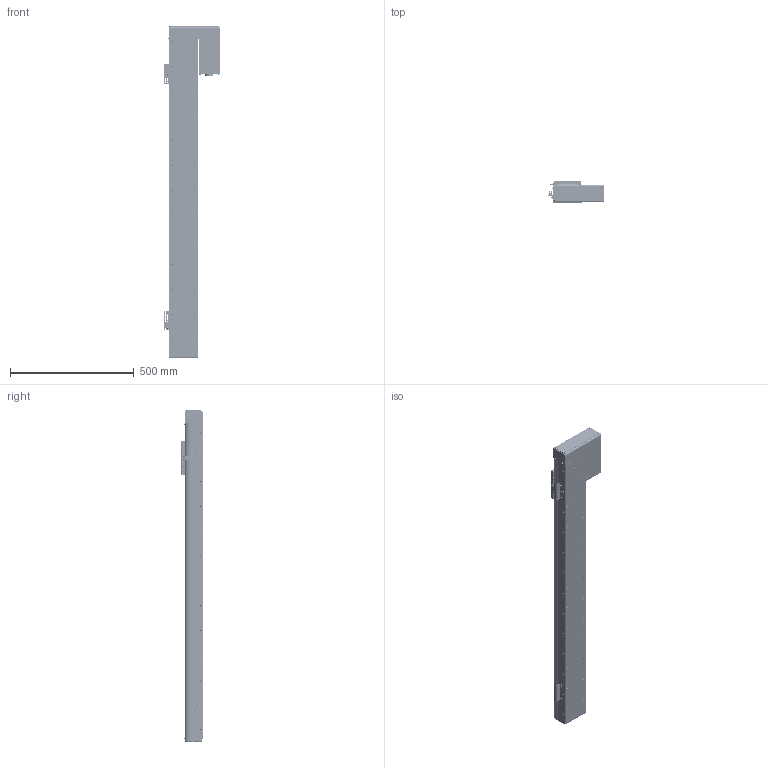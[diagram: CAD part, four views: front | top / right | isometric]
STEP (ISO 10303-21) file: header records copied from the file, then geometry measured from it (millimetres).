
FILE_DESCRIPTION (( 'STEP AP203' ), '1' );
FILE_NAME ('HC120-XXX-PR-1000-XX-SL-OF.STEP', '2020-08-04T04:30:28', ( '彌營遵' ), ( '' ), 'SwSTEP 2.0', 'SolidWorks 2013', '' );
FILE_SCHEMA (( 'CONFIG_CONTROL_DESIGN' ));
Length unit declared in the file: millimetre
Products named in the file (45): HRbearing cap-ST1000; MASensor Brk-ST1000_ル遽; socket button head cap screw_am_B18.3.4M - 3 x 0.5 x 8 SBHCS --N; HC CARRIER COVER-ST1000; HR Series motor case(奢辨)-ST1000; STEEL BELT-ST1000; EE-SX-674(奢辨 撫憮)-ST1000_ル遽; socket countersunk head screw_am_B18.3.5M - 3 x 0.5 x 6 Socket FCHS  -- 6C; HR15 block-ST1000_ル遽; HR Series TENTION PLATE(奢辨)-ST1000; STEEL BELT FIX-ST1000; BASE-ST1000; socket head cap screw_ks_KS 1003 - M3 x 5 x 5-N; socket button head cap screw_am_B18.3.4M - 3 x 0.5 x 5 SBHCS --N; HRballnut-ST1000; 醴喀攪-ST1000; SUPPOERT BLOCK-ST1000; HR15 rail-ST1000_ル遽; HC100 SENSOR_1(PR); spring lock washer_ks_KS 1324 - M3; HC SENSOR DOG-ST1000; 煽溺-ST1000; FRONT PLATE-ST1000; BEARING HOUSING(堅薑)-ST1000; HC100 SENSOR_2(PR); CARRIER-ST1000; HB60 DAMPER-ST1000; SIDE COVER2-ST1000; FRONT PLATE COVER-ST1000; BEARING HOUSING(雖雖)-ST1000; HC120-XXX-PR-1000-XX-SL-OF; pan cross head_ks_KS 1023 PC- M3 x 5-N; STEEL BELT TENSION BRK-ST1000; SIDE COVER-ST1000; FRONT PLATE COVER 唯衛璽-ST1000; END COVER-ST1000; socket head cap screw_ks_KS 1003 - M6 x 10 x 10-N; STEEL BELT TENSION PLATE-ST1000; HC CARRIER-ST1000; hg-kr23_-ST1000 ...
Assembly tree (118 placements, depth 3):
  HC120-XXX-PR-1000-XX-SL-OF
    BASE-ST1000
    HR15 rail-ST1000_ル遽  x2
    BEARING HOUSING(堅薑)-ST1000
    BEARING HOUSING(雖雖)-ST1000
    END COVER-ST1000
    HRballscrew-ST1000
    HRbearing cap-ST1000
    STEEL BELT-ST1000
    STEEL BELT FIX-ST1000  x2
    SUPPOERT BLOCK-ST1000  x2
    煽溺-ST1000
      FRONT PLATE-ST1000
      FRONT PLATE COVER-ST1000
      FRONT PLATE COVER 唯衛璽-ST1000
      hg-kr23_-ST1000
      HR Series motor case cover(奢辨)-ST1000
      HR Series motor case(奢辨)-ST1000
      HR Series TENTION PLATE(奢辨)-ST1000
      醴喀攪-ST1000
    SIDE COVER2-ST1000
    SIDE COVER-ST1000
    CARRIER-ST1000
      HC CARRIER-ST1000
      SHAFT-ST1000  x12
      HC CARRIER COVER-ST1000
      HR15 block-ST1000_ル遽  x4
      HRballnut-ST1000
      HC SENSOR DOG-ST1000
      HB60 DAMPER-ST1000  x4
      STEEL BELT TENSION BRK-ST1000  x2
      STEEL BELT TENSION PLATE-ST1000  x2
      socket countersunk head screw_am_B18.3.5M - 3 x 0.5 x 10 Socket FCHS  -- 10C  x8
      socket button head cap screw_am_B18.3.4M - 3 x 0.5 x 8 SBHCS --N  x4
      socket countersunk head screw_am_B18.3.5M - 3 x 0.5 x 6 Socket FCHS  -- 6C  x4
      socket button head cap screw_am_B18.3.4M - 3 x 0.5 x 5 SBHCS --N  x2
      spring lock washer_ks_KS 1324 - M3  x2
    pan cross head_ks_KS 1023 PC- M3 x 5-N  x16
    socket head cap screw_ks_KS 1003 - M6 x 10 x 10-N  x2
    socket head cap screw_ks_KS 1003 - M4 x 10 x 10-N  x2
    HC100 SENSOR_1(PR)
      MASensor Brk-ST1000_ル遽
      EE-SX-674(奢辨 撫憮)-ST1000_ル遽  x2
      socket head cap screw_ks_KS 1003 - M3 x 5 x 5-N  x7
      spring lock washer_ks_KS 1324 - M3  x3
    HC100 SENSOR_2(PR)
      MASensor Brk-ST1000_ル遽
      EE-SX-674(奢辨 撫憮)-ST1000_ル遽
      socket head cap screw_ks_KS 1003 - M3 x 5 x 5-N  x5
      spring lock washer_ks_KS 1324 - M3  x3
Bounding box: 229.15 x 86.5 x 1338.95 mm (x, y, z)
Volume: 4383099.1 mm3; surface area: 1928964.8 mm2
Topology: 114 solids, 114 shells, 4894 faces, 12401 edges, 7606 vertices
Faces by surface type: plane 2181, cylinder 1653, cone 812, torus 200, sphere 46, bspline 2
Entity records: 122539 total; most frequent: CARTESIAN_POINT 48772, DIRECTION 14586, ORIENTED_EDGE 13496, EDGE_CURVE 6748, AXIS2_PLACEMENT_3D 5395, VERTEX_POINT 4342, LINE 3796, VECTOR 3796
